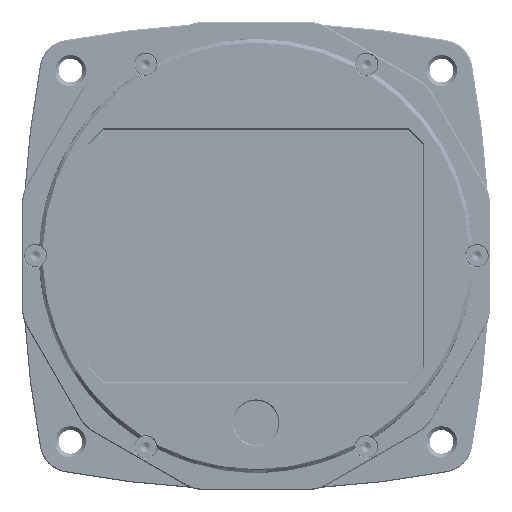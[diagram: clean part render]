
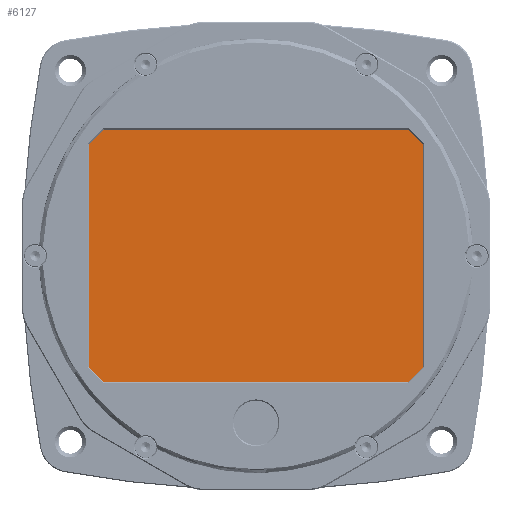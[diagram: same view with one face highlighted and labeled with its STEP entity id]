
A CAD part, top view. The second image highlights one B-rep face of the part: STEP entity #6127.
In plain terms, the highlighted planar face has unit normal (0, 0, 1).
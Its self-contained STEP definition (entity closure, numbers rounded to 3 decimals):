
#3759=PLANE('',#54836);
#6127=ADVANCED_FACE('',(#10059),#3759,.T.);
#10059=FACE_OUTER_BOUND('',#12871,.T.);
#12871=EDGE_LOOP('',(#26965,#26966,#26967,#26968,#26969,#26970,#26971,#26972));
#17181=LINE('',#107309,#20953);
#17185=LINE('',#107318,#20957);
#17189=LINE('',#107327,#20961);
#17191=LINE('',#107331,#20963);
#17199=LINE('',#107345,#20971);
#17200=LINE('',#107346,#20972);
#17201=LINE('',#107347,#20973);
#17202=LINE('',#107348,#20974);
#20953=VECTOR('',#61414,1.);
#20957=VECTOR('',#61420,1.);
#20961=VECTOR('',#61426,1.);
#20963=VECTOR('',#61430,1.);
#20971=VECTOR('',#61442,1.);
#20972=VECTOR('',#61443,1.);
#20973=VECTOR('',#61444,1.);
#20974=VECTOR('',#61445,1.);
#26965=ORIENTED_EDGE('',*,*,#45334,.T.);
#26966=ORIENTED_EDGE('',*,*,#45344,.T.);
#26967=ORIENTED_EDGE('',*,*,#45336,.T.);
#26968=ORIENTED_EDGE('',*,*,#45345,.T.);
#26969=ORIENTED_EDGE('',*,*,#45326,.T.);
#26970=ORIENTED_EDGE('',*,*,#45346,.T.);
#26971=ORIENTED_EDGE('',*,*,#45330,.T.);
#26972=ORIENTED_EDGE('',*,*,#45347,.T.);
#40022=VERTEX_POINT('',#107308);
#40023=VERTEX_POINT('',#107310);
#40026=VERTEX_POINT('',#107317);
#40027=VERTEX_POINT('',#107319);
#40030=VERTEX_POINT('',#107326);
#40031=VERTEX_POINT('',#107328);
#40032=VERTEX_POINT('',#107332);
#40033=VERTEX_POINT('',#107333);
#45326=EDGE_CURVE('',#40023,#40022,#17181,.T.);
#45330=EDGE_CURVE('',#40027,#40026,#17185,.T.);
#45334=EDGE_CURVE('',#40031,#40030,#17189,.T.);
#45336=EDGE_CURVE('',#40032,#40033,#17191,.T.);
#45344=EDGE_CURVE('',#40030,#40032,#17199,.T.);
#45345=EDGE_CURVE('',#40033,#40023,#17200,.T.);
#45346=EDGE_CURVE('',#40022,#40027,#17201,.T.);
#45347=EDGE_CURVE('',#40026,#40031,#17202,.T.);
#54836=AXIS2_PLACEMENT_3D('',#107349,#61446,#61447);
#61414=DIRECTION('',(1.,0.,0.));
#61420=DIRECTION('',(0.,1.,0.));
#61426=DIRECTION('',(-1.,0.,0.));
#61430=DIRECTION('',(0.,-1.,0.));
#61442=DIRECTION('',(-0.707,-0.707,0.));
#61443=DIRECTION('',(0.707,-0.707,0.));
#61444=DIRECTION('',(0.707,0.707,0.));
#61445=DIRECTION('',(-0.707,0.707,0.));
#61446=DIRECTION('',(0.,0.,1.));
#61447=DIRECTION('',(1.,0.,0.));
#107308=CARTESIAN_POINT('',(20.5,-17.,0.5));
#107309=CARTESIAN_POINT('',(-22.5,-17.,0.5));
#107310=CARTESIAN_POINT('',(-20.5,-17.,0.5));
#107317=CARTESIAN_POINT('',(22.5,15.,0.5));
#107318=CARTESIAN_POINT('',(22.5,-17.,0.5));
#107319=CARTESIAN_POINT('',(22.5,-15.,0.5));
#107326=CARTESIAN_POINT('',(-20.5,17.,0.5));
#107327=CARTESIAN_POINT('',(22.5,17.,0.5));
#107328=CARTESIAN_POINT('',(20.5,17.,0.5));
#107331=CARTESIAN_POINT('',(-22.5,17.,0.5));
#107332=CARTESIAN_POINT('',(-22.5,15.,0.5));
#107333=CARTESIAN_POINT('',(-22.5,-15.,0.5));
#107345=CARTESIAN_POINT('',(-18.75,18.75,0.5));
#107346=CARTESIAN_POINT('',(-18.75,-18.75,0.5));
#107347=CARTESIAN_POINT('',(18.75,-18.75,0.5));
#107348=CARTESIAN_POINT('',(18.75,18.75,0.5));
#107349=CARTESIAN_POINT('',(0.,0.,0.5));
